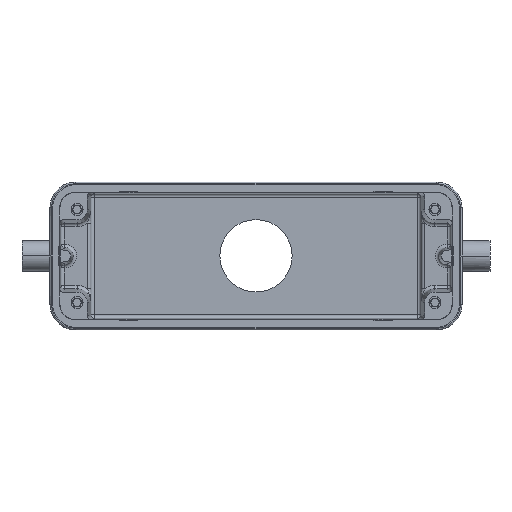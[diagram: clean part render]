
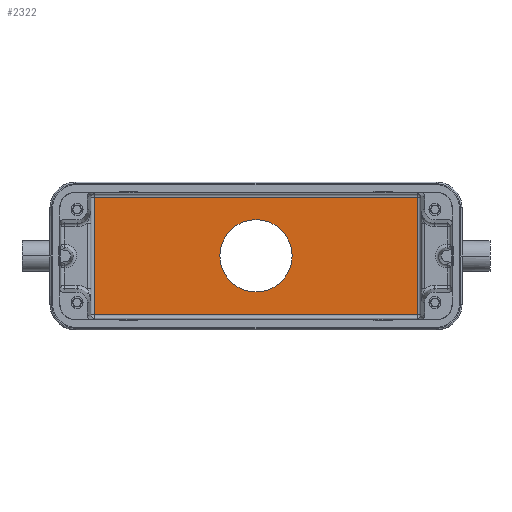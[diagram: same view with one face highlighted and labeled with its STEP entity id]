
A CAD part, front view. The second image highlights one B-rep face of the part: STEP entity #2322.
In plain terms, the highlighted planar face has unit normal (0, -1, 0).
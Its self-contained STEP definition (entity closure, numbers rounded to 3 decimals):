
#196=FACE_BOUND('',#3473,.T.);
#197=FACE_BOUND('',#3474,.T.);
#586=LINE('',#11943,#1329);
#588=LINE('',#11953,#1331);
#589=LINE('',#11959,#1332);
#1112=LINE('',#13518,#1863);
#1329=VECTOR('',#9147,1.);
#1331=VECTOR('',#9159,1.);
#1332=VECTOR('',#9168,1.);
#1863=VECTOR('',#10395,1.);
#2322=ADVANCED_FACE('',(#196,#197),#2609,.F.);
#2609=PLANE('',#8427);
#3473=EDGE_LOOP('',(#5496,#5497));
#3474=EDGE_LOOP('',(#5498,#5499,#5500,#5501));
#5496=ORIENTED_EDGE('',*,*,#7471,.F.);
#5497=ORIENTED_EDGE('',*,*,#7472,.F.);
#5498=ORIENTED_EDGE('',*,*,#6812,.T.);
#5499=ORIENTED_EDGE('',*,*,#6809,.T.);
#5500=ORIENTED_EDGE('',*,*,#6804,.T.);
#5501=ORIENTED_EDGE('',*,*,#7470,.T.);
#5977=VERTEX_POINT('',#11944);
#5978=VERTEX_POINT('',#11945);
#5980=VERTEX_POINT('',#11954);
#5981=VERTEX_POINT('',#11960);
#6401=VERTEX_POINT('',#13521);
#6402=VERTEX_POINT('',#13522);
#6804=EDGE_CURVE('',#5977,#5978,#586,.T.);
#6809=EDGE_CURVE('',#5980,#5977,#588,.T.);
#6812=EDGE_CURVE('',#5981,#5980,#589,.T.);
#7470=EDGE_CURVE('',#5978,#5981,#1112,.T.);
#7471=EDGE_CURVE('',#6401,#6402,#7786,.T.);
#7472=EDGE_CURVE('',#6402,#6401,#7787,.T.);
#7786=CIRCLE('',#8425,10.5);
#7787=CIRCLE('',#8426,10.5);
#8425=AXIS2_PLACEMENT_3D('',#13520,#10398,#10399);
#8426=AXIS2_PLACEMENT_3D('',#13523,#10400,#10401);
#8427=AXIS2_PLACEMENT_3D('',#13524,#10402,#10403);
#9147=DIRECTION('',(-1.,0.,0.));
#9159=DIRECTION('',(0.,0.,1.));
#9168=DIRECTION('',(1.,0.,0.));
#10395=DIRECTION('',(0.,0.,-1.));
#10398=DIRECTION('',(0.,-1.,0.));
#10399=DIRECTION('',(-1.,0.,0.));
#10400=DIRECTION('',(0.,-1.,0.));
#10401=DIRECTION('',(1.,0.,0.));
#10402=DIRECTION('',(0.,1.,0.));
#10403=DIRECTION('',(1.,0.,0.));
#11943=CARTESIAN_POINT('',(47.,52.,17.135));
#11944=CARTESIAN_POINT('',(47.,52.,17.135));
#11945=CARTESIAN_POINT('',(-47.,52.,17.135));
#11953=CARTESIAN_POINT('',(47.,52.,-17.135));
#11954=CARTESIAN_POINT('',(47.,52.,-17.135));
#11959=CARTESIAN_POINT('',(-47.,52.,-17.135));
#11960=CARTESIAN_POINT('',(-47.,52.,-17.135));
#13518=CARTESIAN_POINT('',(-47.,52.,17.135));
#13520=CARTESIAN_POINT('',(0.,52.,0.049));
#13521=CARTESIAN_POINT('',(-10.5,52.,0.049));
#13522=CARTESIAN_POINT('',(10.5,52.,0.049));
#13523=CARTESIAN_POINT('',(0.,52.,0.049));
#13524=CARTESIAN_POINT('',(57.,52.,-18.5));
